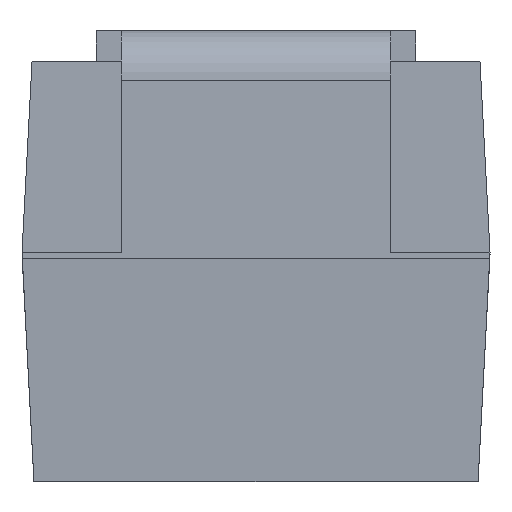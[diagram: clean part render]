
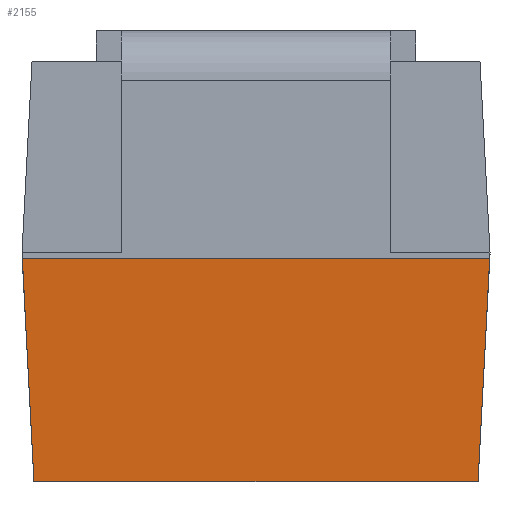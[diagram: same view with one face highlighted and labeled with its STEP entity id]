
A CAD part, top view. The second image highlights one B-rep face of the part: STEP entity #2155.
In plain terms, the highlighted planar face has unit normal (0, -0.052, 0.999).
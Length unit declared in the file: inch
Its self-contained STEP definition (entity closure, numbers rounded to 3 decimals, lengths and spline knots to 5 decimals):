
#48=PLANE('',#2281);
#257=FACE_OUTER_BOUND('',#369,.T.);
#369=EDGE_LOOP('',(#1781,#1782,#1783,#1784,#1785,#1786));
#496=LINE('',#2993,#782);
#607=LINE('',#3209,#893);
#609=LINE('',#3214,#895);
#610=LINE('',#3216,#896);
#611=LINE('',#3217,#897);
#612=LINE('',#3218,#898);
#782=VECTOR('',#2446,0.3937);
#893=VECTOR('',#2601,0.3937);
#895=VECTOR('',#2605,0.3937);
#896=VECTOR('',#2606,0.3937);
#897=VECTOR('',#2607,0.3937);
#898=VECTOR('',#2608,0.3937);
#1071=VERTEX_POINT('',#2990);
#1072=VERTEX_POINT('',#2992);
#1155=VERTEX_POINT('',#3208);
#1156=VERTEX_POINT('',#3212);
#1157=VERTEX_POINT('',#3213);
#1158=VERTEX_POINT('',#3215);
#1276=EDGE_CURVE('',#1072,#1071,#496,.T.);
#1387=EDGE_CURVE('',#1155,#1072,#607,.T.);
#1389=EDGE_CURVE('',#1156,#1157,#609,.T.);
#1390=EDGE_CURVE('',#1157,#1158,#610,.T.);
#1391=EDGE_CURVE('',#1158,#1155,#611,.T.);
#1392=EDGE_CURVE('',#1071,#1156,#612,.T.);
#1781=ORIENTED_EDGE('',*,*,#1389,.T.);
#1782=ORIENTED_EDGE('',*,*,#1390,.T.);
#1783=ORIENTED_EDGE('',*,*,#1391,.T.);
#1784=ORIENTED_EDGE('',*,*,#1387,.T.);
#1785=ORIENTED_EDGE('',*,*,#1276,.T.);
#1786=ORIENTED_EDGE('',*,*,#1392,.T.);
#2155=ADVANCED_FACE('',(#257),#48,.T.);
#2281=AXIS2_PLACEMENT_3D('',#3211,#2603,#2604);
#2446=DIRECTION('',(-1.,0.,0.));
#2601=DIRECTION('',(0.052,0.997,0.052));
#2603=DIRECTION('center_axis',(0.,-0.052,0.999));
#2604=DIRECTION('ref_axis',(1.,0.,0.));
#2605=DIRECTION('',(0.,-0.999,-0.052));
#2606=DIRECTION('',(1.,0.,0.));
#2607=DIRECTION('',(0.,0.999,0.052));
#2608=DIRECTION('',(0.052,-0.997,-0.052));
#2990=CARTESIAN_POINT('',(0.05758,0.0339,0.134));
#2992=CARTESIAN_POINT('',(0.1322,0.0339,0.134));
#2993=CARTESIAN_POINT('',(0.09489,0.0339,0.134));
#3208=CARTESIAN_POINT('',(0.13039,-0.0006,0.13219));
#3209=CARTESIAN_POINT('',(0.13152,0.02109,0.13333));
#3211=CARTESIAN_POINT('Origin',(0.09489,0.01615,0.13307));
#3212=CARTESIAN_POINT('',(0.05939,-0.0006,0.13219));
#3213=CARTESIAN_POINT('',(0.05939,-0.0016,0.13214));
#3214=CARTESIAN_POINT('',(0.05939,0.00783,0.13263));
#3215=CARTESIAN_POINT('',(0.13039,-0.0016,0.13214));
#3216=CARTESIAN_POINT('',(0.09489,-0.0016,0.13214));
#3217=CARTESIAN_POINT('',(0.13039,0.0073,0.13261));
#3218=CARTESIAN_POINT('',(0.05918,0.00339,0.1324));
